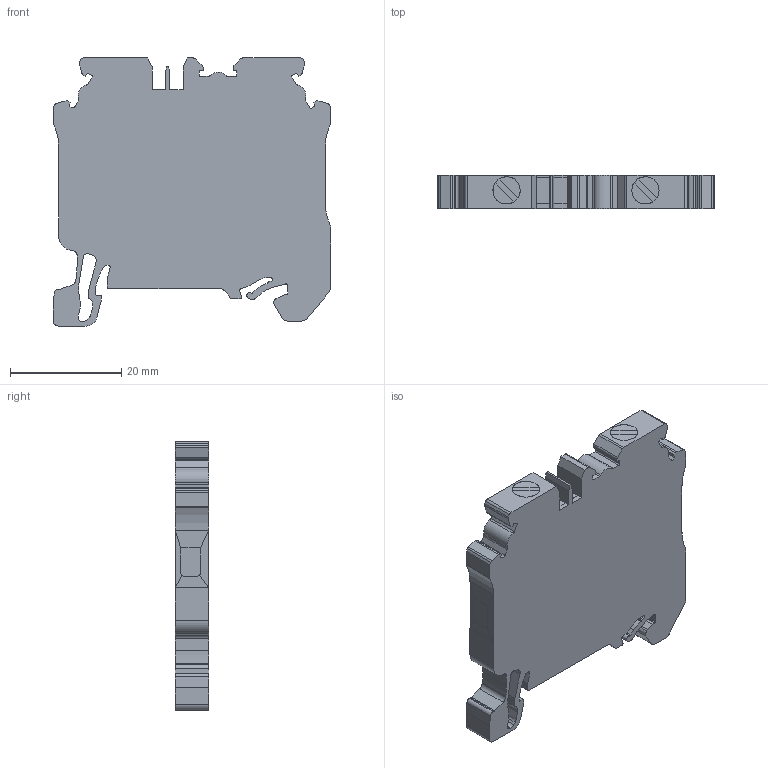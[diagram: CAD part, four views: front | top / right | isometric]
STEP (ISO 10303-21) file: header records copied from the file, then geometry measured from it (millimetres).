
FILE_DESCRIPTION( ( 'Unknown' ), '1' );
FILE_NAME( 'CYG4.stp', 'Unknown', ( 'Unknown' ), ( 'Unknown' ), 'PSStep 17.0.49', 'Unknown', ' ' );
FILE_SCHEMA( ( 'AUTOMOTIVE_DESIGN { 1 0 10303 214 1 1 1 1 }' ) );
Length unit declared in the file: millimetre
Products named in the file (1): 1
Bounding box: 50 x 6 x 48.25 mm (x, y, z)
Volume: 11625.8 mm3; surface area: 5654.7 mm2
Topology: 1 solids, 1 shells, 258 faces, 746 edges, 492 vertices
Faces by surface type: plane 150, cylinder 108
Full cylindrical faces by diameter (mm): 4.9 x2
Entity records: 10560 total; most frequent: CARTESIAN_POINT 1491, ORIENTED_EDGE 1484, DIRECTION 1482, EDGE_CURVE 742, LINE 520, VECTOR 520, VERTEX_POINT 490, AXIS2_PLACEMENT_3D 481
